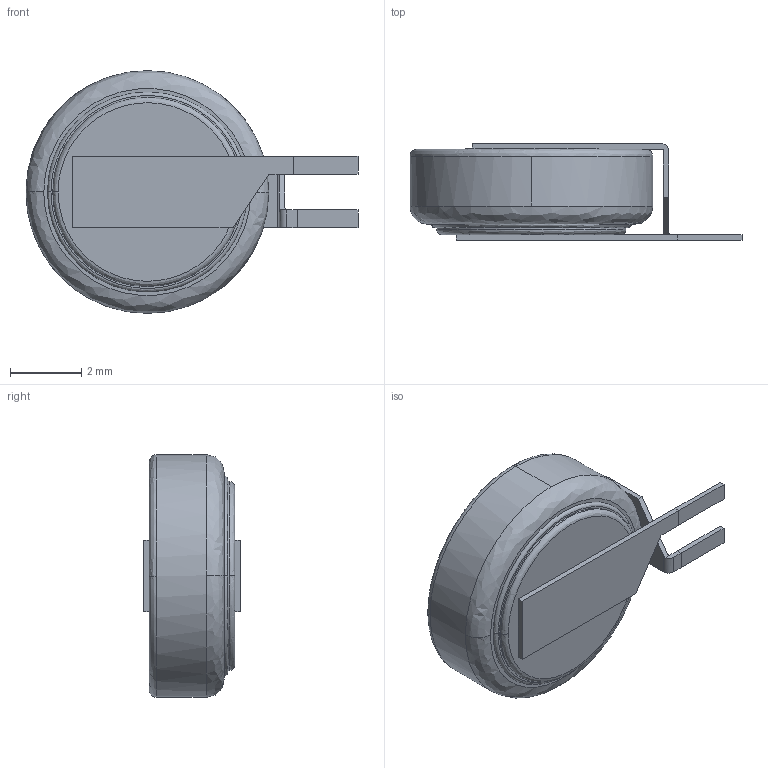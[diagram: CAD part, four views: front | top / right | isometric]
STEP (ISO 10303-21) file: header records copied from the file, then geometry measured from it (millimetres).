
FILE_DESCRIPTION (( 'STEP AP214' ), '1' );
FILE_NAME ('User Library-ms621fe.STEP', '2017-09-01T10:38:55', ( 'Windows User' ), ( '' ), 'SwSTEP 2.0', 'SolidWorks 2017', '' );
FILE_SCHEMA (( 'AUTOMOTIVE_DESIGN' ));
Length unit declared in the file: millimetre
Products named in the file (4): User Library-ms621fe; User Library-ms621fe_MS621FE_CONNTACT_PLUS; User Library-ms621fe_MS621FE_CONNTACT_MINUS; User Library-ms621fe_MS621FE_BATTERY
Assembly tree (3 placements, depth 2):
  User Library-ms621fe
    User Library-ms621fe_MS621FE_BATTERY
    User Library-ms621fe_MS621FE_CONNTACT_MINUS
    User Library-ms621fe_MS621FE_CONNTACT_PLUS
Bounding box: 9.3 x 2.7 x 6.8 mm (x, y, z)
Volume: 85.8 mm3; surface area: 175.7 mm2
Topology: 3 solids, 3 shells, 260 faces, 727 edges, 487 vertices
Faces by surface type: plane 244, bspline 8, cylinder 8
Entity records: 8822 total; most frequent: CARTESIAN_POINT 1762, ORIENTED_EDGE 1454, DIRECTION 1256, EDGE_CURVE 727, VECTOR 678, LINE 678, VERTEX_POINT 487, AXIS2_PLACEMENT_3D 289
